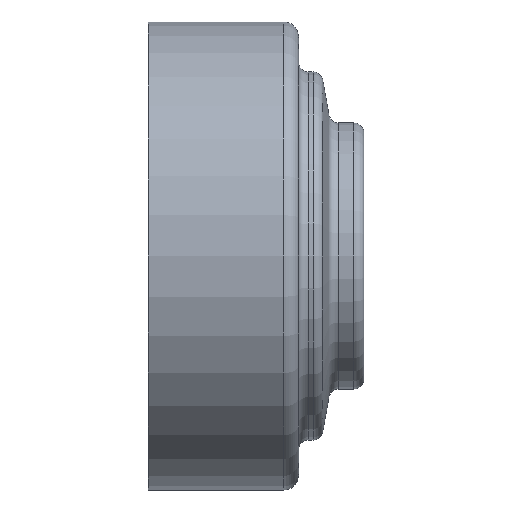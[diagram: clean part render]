
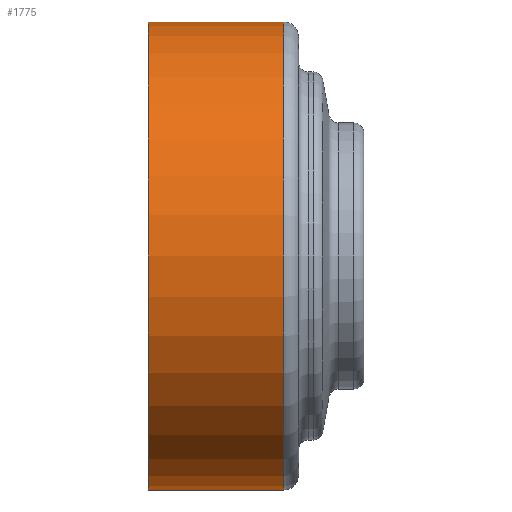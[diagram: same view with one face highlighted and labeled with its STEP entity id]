
A CAD part, front view. The second image highlights one B-rep face of the part: STEP entity #1775.
In plain terms, the highlighted cylindrical face has radius 23.65 mm (diameter 47.3 mm), a partial arc.
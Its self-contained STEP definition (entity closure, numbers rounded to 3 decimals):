
#11 = ORIENTED_EDGE ( 'NONE', *, *, #546, .F. ) ;
#66 = DIRECTION ( 'NONE',  ( 0., 0., 1. ) ) ;
#70 = CARTESIAN_POINT ( 'NONE',  ( -0.3, 0., 23.65 ) ) ;
#221 = CARTESIAN_POINT ( 'NONE',  ( -36.937, 0., 0. ) ) ;
#229 = CARTESIAN_POINT ( 'NONE',  ( -14., 0., 0. ) ) ;
#234 = FACE_OUTER_BOUND ( 'NONE', #245, .T. ) ;
#235 = LINE ( 'NONE', #528, #1917 ) ;
#245 = EDGE_LOOP ( 'NONE', ( #797, #1146, #859, #11 ) ) ;
#291 = EDGE_CURVE ( 'NONE', #330, #1155, #1633, .T. ) ;
#330 = VERTEX_POINT ( 'NONE', #1993 ) ;
#427 = CARTESIAN_POINT ( 'NONE',  ( -0.3, 0., 0. ) ) ;
#453 = AXIS2_PLACEMENT_3D ( 'NONE', #427, #1088, #2025 ) ;
#486 = CIRCLE ( 'NONE', #1071, 23.65 ) ;
#492 = DIRECTION ( 'NONE',  ( -1., 0., 0. ) ) ;
#528 = CARTESIAN_POINT ( 'NONE',  ( -36.937, 0., 23.65 ) ) ;
#545 = DIRECTION ( 'NONE',  ( -1., 0., 0. ) ) ;
#546 = EDGE_CURVE ( 'NONE', #1933, #1654, #486, .T. ) ;
#643 = LINE ( 'NONE', #1851, #1520 ) ;
#679 = CARTESIAN_POINT ( 'NONE',  ( -14., 0., 23.65 ) ) ;
#749 = AXIS2_PLACEMENT_3D ( 'NONE', #221, #1039, #1651 ) ;
#797 = ORIENTED_EDGE ( 'NONE', *, *, #1425, .F. ) ;
#859 = ORIENTED_EDGE ( 'NONE', *, *, #1188, .T. ) ;
#891 = CARTESIAN_POINT ( 'NONE',  ( -14., 0., -23.65 ) ) ;
#1039 = DIRECTION ( 'NONE',  ( -1., 0., 0. ) ) ;
#1071 = AXIS2_PLACEMENT_3D ( 'NONE', #229, #545, #66 ) ;
#1088 = DIRECTION ( 'NONE',  ( -1., 0., 0. ) ) ;
#1146 = ORIENTED_EDGE ( 'NONE', *, *, #291, .T. ) ;
#1155 = VERTEX_POINT ( 'NONE', #70 ) ;
#1188 = EDGE_CURVE ( 'NONE', #1155, #1654, #235, .T. ) ;
#1425 = EDGE_CURVE ( 'NONE', #330, #1933, #643, .T. ) ;
#1496 = DIRECTION ( 'NONE',  ( -1., 0., 0. ) ) ;
#1520 = VECTOR ( 'NONE', #492, 1000. ) ;
#1633 = CIRCLE ( 'NONE', #453, 23.65 ) ;
#1651 = DIRECTION ( 'NONE',  ( 0., 0., 1. ) ) ;
#1654 = VERTEX_POINT ( 'NONE', #679 ) ;
#1668 = CYLINDRICAL_SURFACE ( 'NONE', #749, 23.65 ) ;
#1775 = ADVANCED_FACE ( 'NONE', ( #234 ), #1668, .T. ) ;
#1851 = CARTESIAN_POINT ( 'NONE',  ( -36.937, 0., -23.65 ) ) ;
#1917 = VECTOR ( 'NONE', #1496, 1000. ) ;
#1933 = VERTEX_POINT ( 'NONE', #891 ) ;
#1993 = CARTESIAN_POINT ( 'NONE',  ( -0.3, 0., -23.65 ) ) ;
#2025 = DIRECTION ( 'NONE',  ( 0., 0., 1. ) ) ;
